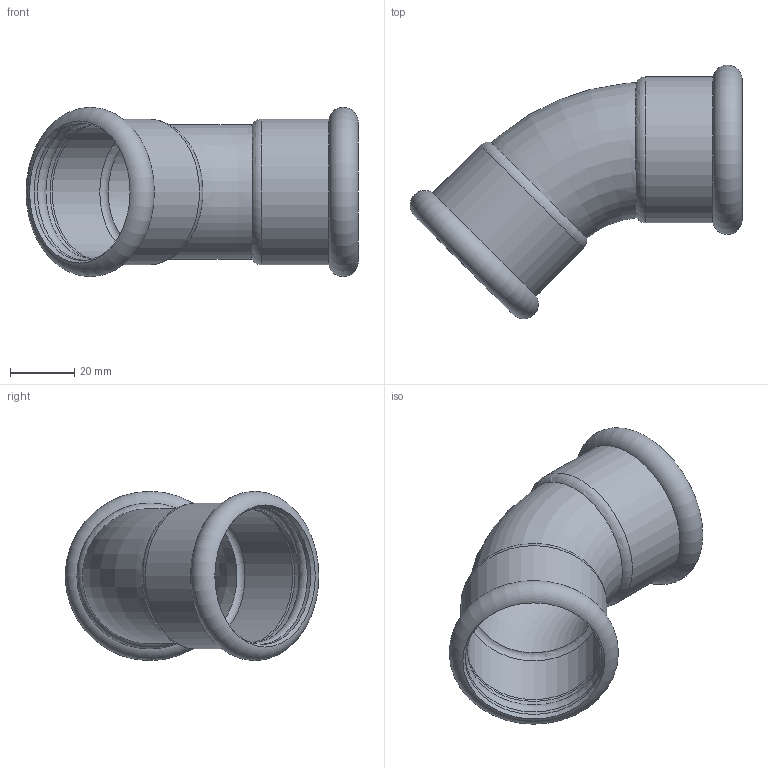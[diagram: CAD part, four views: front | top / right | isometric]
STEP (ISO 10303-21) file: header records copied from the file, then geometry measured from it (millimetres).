
FILE_DESCRIPTION(/* description */ (''),/* implementation_level */ '2;1');
FILE_NAME(/* name */ '381042450_Steelpres.stp',/* time_stamp */ '2022-10-21T13:57:24+02:00',/* author */ ('Vault'),/* organization */ ('Raccorderie metalliche s.p.a.'),/* preprocessor_version */ 'ST-DEVELOPER v18.1',/* originating_system */ 'Autodesk Inventor 2020',/* authorisation */ 'Raccorderie metalliche s.p.a.');
FILE_SCHEMA (('AUTOMOTIVE_DESIGN { 1 0 10303 214 3 1 1 }'));
Length unit declared in the file: millimetre
Products named in the file (1): 381042450_Steelpres
Bounding box: 103.31 x 78.94 x 52.7 mm (x, y, z)
Volume: 27659.3 mm3; surface area: 28665.3 mm2
Topology: 1 solids, 1 shells, 22 faces, 86 edges, 64 vertices
Faces by surface type: torus 12, cylinder 8, cone 2
Full cylindrical faces by diameter (mm): 42.4 x2, 42.7 x4, 45.4 x2
Entity records: 1165 total; most frequent: CARTESIAN_POINT 343, DIRECTION 184, ORIENTED_EDGE 172, AXIS2_PLACEMENT_3D 87, EDGE_CURVE 86, CIRCLE 64, VERTEX_POINT 64, FACE_OUTER_BOUND 22
